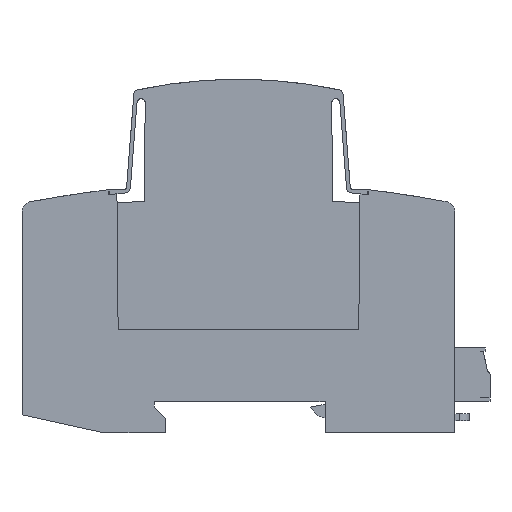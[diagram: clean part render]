
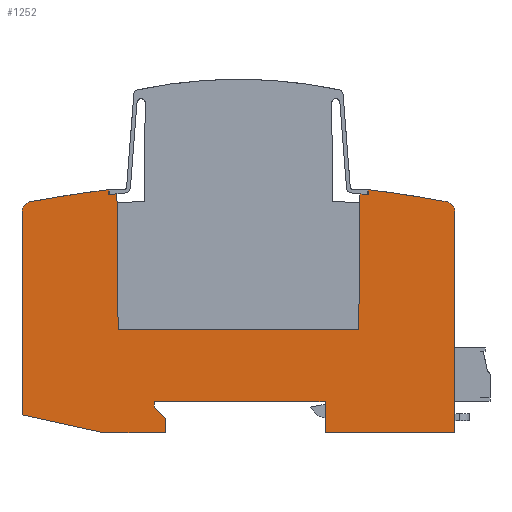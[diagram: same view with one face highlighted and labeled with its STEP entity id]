
A CAD part, left-side view. The second image highlights one B-rep face of the part: STEP entity #1252.
In plain terms, the highlighted planar face has unit normal (-1, 0, 0).
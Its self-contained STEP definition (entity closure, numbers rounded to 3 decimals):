
#1252=ADVANCED_FACE('',(#2531),#2532,.F.);
#2531=FACE_OUTER_BOUND('',#4245,.T.);
#2532=PLANE('',#4246);
#4245=EDGE_LOOP('',(#8630,#8631,#8632,#8633,#8634,#8635,#8636,#8637,#8638,#8639,#8640,#8641,#8642,#8643,#8644,#8645,#8646,#8647,#8648,#8649,#8650,#8651,#8652,#8653,#8654));
#4246=AXIS2_PLACEMENT_3D('',#8655,#8656,#8657);
#8630=ORIENTED_EDGE('',*,*,#11350,.F.);
#8631=ORIENTED_EDGE('',*,*,#11357,.T.);
#8632=ORIENTED_EDGE('',*,*,#11344,.F.);
#8633=ORIENTED_EDGE('',*,*,#11361,.T.);
#8634=ORIENTED_EDGE('',*,*,#11365,.T.);
#8635=ORIENTED_EDGE('',*,*,#11369,.F.);
#8636=ORIENTED_EDGE('',*,*,#11373,.F.);
#8637=ORIENTED_EDGE('',*,*,#11377,.F.);
#8638=ORIENTED_EDGE('',*,*,#11381,.F.);
#8639=ORIENTED_EDGE('',*,*,#11385,.F.);
#8640=ORIENTED_EDGE('',*,*,#11389,.F.);
#8641=ORIENTED_EDGE('',*,*,#11393,.F.);
#8642=ORIENTED_EDGE('',*,*,#11397,.F.);
#8643=ORIENTED_EDGE('',*,*,#11400,.F.);
#8644=ORIENTED_EDGE('',*,*,#10200,.F.);
#8645=ORIENTED_EDGE('',*,*,#11403,.F.);
#8646=ORIENTED_EDGE('',*,*,#10543,.F.);
#8647=ORIENTED_EDGE('',*,*,#11407,.F.);
#8648=ORIENTED_EDGE('',*,*,#11411,.F.);
#8649=ORIENTED_EDGE('',*,*,#11415,.T.);
#8650=ORIENTED_EDGE('',*,*,#11419,.T.);
#8651=ORIENTED_EDGE('',*,*,#11423,.F.);
#8652=ORIENTED_EDGE('',*,*,#11427,.F.);
#8653=ORIENTED_EDGE('',*,*,#11430,.F.);
#8654=ORIENTED_EDGE('',*,*,#11433,.T.);
#8655=CARTESIAN_POINT('',(-9.0,44.676,22.202));
#8656=DIRECTION('',(1.0,0.0,0.));
#8657=DIRECTION('',(0.,0.0,-1.0));
#10200=EDGE_CURVE('',#13899,#13901,#13902,.T.);
#10543=EDGE_CURVE('',#14462,#14464,#14465,.T.);
#11344=EDGE_CURVE('',#15587,#15589,#15590,.T.);
#11350=EDGE_CURVE('',#15597,#15599,#15600,.T.);
#11357=EDGE_CURVE('',#15597,#15589,#15608,.T.);
#11361=EDGE_CURVE('',#15587,#15612,#15614,.T.);
#11365=EDGE_CURVE('',#15612,#15618,#15620,.T.);
#11369=EDGE_CURVE('',#15624,#15618,#15626,.T.);
#11373=EDGE_CURVE('',#15630,#15624,#15632,.T.);
#11377=EDGE_CURVE('',#15636,#15630,#15638,.T.);
#11381=EDGE_CURVE('',#15642,#15636,#15644,.T.);
#11385=EDGE_CURVE('',#15648,#15642,#15650,.T.);
#11389=EDGE_CURVE('',#15654,#15648,#15656,.T.);
#11393=EDGE_CURVE('',#15660,#15654,#15662,.T.);
#11397=EDGE_CURVE('',#15666,#15660,#15668,.T.);
#11400=EDGE_CURVE('',#13901,#15666,#15671,.T.);
#11403=EDGE_CURVE('',#14464,#13899,#15674,.T.);
#11407=EDGE_CURVE('',#15678,#14462,#15680,.T.);
#11411=EDGE_CURVE('',#15684,#15678,#15686,.T.);
#11415=EDGE_CURVE('',#15684,#15690,#15692,.T.);
#11419=EDGE_CURVE('',#15690,#15696,#15698,.T.);
#11423=EDGE_CURVE('',#15702,#15696,#15704,.T.);
#11427=EDGE_CURVE('',#15708,#15702,#15710,.T.);
#11430=EDGE_CURVE('',#15712,#15708,#15714,.T.);
#11433=EDGE_CURVE('',#15712,#15599,#15717,.T.);
#13899=VERTEX_POINT('',#21684);
#13901=VERTEX_POINT('',#21687);
#13902=LINE('',#21688,#21689);
#14462=VERTEX_POINT('',#22912);
#14464=VERTEX_POINT('',#22915);
#14465=LINE('',#22916,#22917);
#15587=VERTEX_POINT('',#24761);
#15589=VERTEX_POINT('',#24764);
#15590=LINE('',#24765,#24766);
#15597=VERTEX_POINT('',#24776);
#15599=VERTEX_POINT('',#24779);
#15600=LINE('',#24780,#24781);
#15608=LINE('',#24793,#24794);
#15612=VERTEX_POINT('',#24799);
#15614=LINE('',#24802,#24803);
#15618=VERTEX_POINT('',#24808);
#15620=LINE('',#24811,#24812);
#15624=VERTEX_POINT('',#24816);
#15626=CIRCLE('',#24819,230.);
#15630=VERTEX_POINT('',#24823);
#15632=CIRCLE('',#24826,2.);
#15636=VERTEX_POINT('',#24831);
#15638=LINE('',#24834,#24835);
#15642=VERTEX_POINT('',#24840);
#15644=LINE('',#24843,#24844);
#15648=VERTEX_POINT('',#24849);
#15650=LINE('',#24852,#24853);
#15654=VERTEX_POINT('',#24858);
#15656=LINE('',#24861,#24862);
#15660=VERTEX_POINT('',#24867);
#15662=LINE('',#24870,#24871);
#15666=VERTEX_POINT('',#24876);
#15668=LINE('',#24879,#24880);
#15671=LINE('',#24884,#24885);
#15674=LINE('',#24889,#24890);
#15678=VERTEX_POINT('',#24894);
#15680=CIRCLE('',#24897,2.);
#15684=VERTEX_POINT('',#24901);
#15686=CIRCLE('',#24904,230.);
#15690=VERTEX_POINT('',#24909);
#15692=LINE('',#24912,#24913);
#15696=VERTEX_POINT('',#24918);
#15698=LINE('',#24921,#24922);
#15702=VERTEX_POINT('',#24927);
#15704=LINE('',#24930,#24931);
#15708=VERTEX_POINT('',#24936);
#15710=LINE('',#24939,#24940);
#15712=VERTEX_POINT('',#24942);
#15714=LINE('',#24945,#24946);
#15717=LINE('',#24950,#24951);
#21684=CARTESIAN_POINT('',(-9.0,27.0,0.));
#21687=CARTESIAN_POINT('',(-9.0,27.0,6.5));
#21688=CARTESIAN_POINT('',(-9.0,27.0,0.));
#21689=VECTOR('',#27041,1.0);
#22912=CARTESIAN_POINT('',(-9.0,0.0,46.028));
#22915=CARTESIAN_POINT('',(-9.0,0.0,0.));
#22916=CARTESIAN_POINT('',(-9.0,0.0,46.028));
#22917=VECTOR('',#27288,1.0);
#24761=CARTESIAN_POINT('',(-9.0,72.0,49.5));
#24764=CARTESIAN_POINT('',(-9.0,70.26,49.676));
#24765=CARTESIAN_POINT('',(-9.0,72.0,49.5));
#24766=VECTOR('',#28067,1.0);
#24776=CARTESIAN_POINT('',(-9.0,70.26,49.26));
#24779=CARTESIAN_POINT('',(-9.0,70.018,21.5));
#24780=CARTESIAN_POINT('',(-9.0,70.26,49.26));
#24781=VECTOR('',#28072,1.0);
#24793=CARTESIAN_POINT('',(-9.0,70.26,49.26));
#24794=VECTOR('',#28077,1.0);
#24799=CARTESIAN_POINT('',(-9.0,72.0,50.5));
#24802=CARTESIAN_POINT('',(-9.0,72.0,49.5));
#24803=VECTOR('',#28080,1.0);
#24808=CARTESIAN_POINT('',(-9.0,72.25,50.5));
#24811=CARTESIAN_POINT('',(-9.0,72.0,50.5));
#24812=VECTOR('',#28083,1.0);
#24816=CARTESIAN_POINT('',(-9.0,88.377,47.993));
#24819=AXIS2_PLACEMENT_3D('',#28088,#28089,#28090);
#24823=CARTESIAN_POINT('',(-9.0,90.0,46.028));
#24826=AXIS2_PLACEMENT_3D('',#28095,#28096,#28097);
#24831=CARTESIAN_POINT('',(-9.0,90.0,3.719));
#24834=CARTESIAN_POINT('',(-9.0,90.0,3.719));
#24835=VECTOR('',#28100,1.0);
#24840=CARTESIAN_POINT('',(-9.0,73.0,0.));
#24843=CARTESIAN_POINT('',(-9.0,73.0,0.));
#24844=VECTOR('',#28103,1.0);
#24849=CARTESIAN_POINT('',(-9.0,60.2,0.));
#24852=CARTESIAN_POINT('',(-9.0,60.2,0.));
#24853=VECTOR('',#28106,1.0);
#24858=CARTESIAN_POINT('',(-9.0,60.2,3.));
#24861=CARTESIAN_POINT('',(-9.0,60.2,3.));
#24862=VECTOR('',#28109,1.0);
#24867=CARTESIAN_POINT('',(-9.0,62.5,5.3));
#24870=CARTESIAN_POINT('',(-9.0,62.5,5.3));
#24871=VECTOR('',#28112,1.0);
#24876=CARTESIAN_POINT('',(-9.0,62.5,6.5));
#24879=CARTESIAN_POINT('',(-9.0,62.5,6.5));
#24880=VECTOR('',#28115,1.0);
#24884=CARTESIAN_POINT('',(-9.0,27.0,6.5));
#24885=VECTOR('',#28117,1.0);
#24889=CARTESIAN_POINT('',(-9.0,0.0,0.));
#24890=VECTOR('',#28119,1.0);
#24894=CARTESIAN_POINT('',(-9.0,1.623,47.993));
#24897=AXIS2_PLACEMENT_3D('',#28124,#28125,#28126);
#24901=CARTESIAN_POINT('',(-9.0,17.75,50.5));
#24904=AXIS2_PLACEMENT_3D('',#28131,#28132,#28133);
#24909=CARTESIAN_POINT('',(-9.0,18.0,50.5));
#24912=CARTESIAN_POINT('',(-9.0,17.75,50.5));
#24913=VECTOR('',#28136,1.0);
#24918=CARTESIAN_POINT('',(-9.0,18.0,49.5));
#24921=CARTESIAN_POINT('',(-9.0,18.0,50.5));
#24922=VECTOR('',#28139,1.0);
#24927=CARTESIAN_POINT('',(-9.0,19.74,49.67));
#24930=CARTESIAN_POINT('',(-9.0,19.74,49.67));
#24931=VECTOR('',#28142,1.0);
#24936=CARTESIAN_POINT('',(-9.0,19.74,49.26));
#24939=CARTESIAN_POINT('',(-9.0,19.74,49.26));
#24940=VECTOR('',#28145,1.0);
#24942=CARTESIAN_POINT('',(-9.0,19.982,21.5));
#24945=CARTESIAN_POINT('',(-9.0,19.982,21.5));
#24946=VECTOR('',#28147,1.0);
#24950=CARTESIAN_POINT('',(-9.0,19.982,21.5));
#24951=VECTOR('',#28149,1.0);
#27041=DIRECTION('',(0.,0.0,1.0));
#27288=DIRECTION('',(0.,0.0,-1.0));
#28067=DIRECTION('',(0.,-0.995,0.101));
#28072=DIRECTION('',(0.,-0.009,-1.));
#28077=DIRECTION('',(0.,0.0,1.0));
#28080=DIRECTION('',(0.,0.0,1.0));
#28083=DIRECTION('',(0.0,1.0,0.0));
#28088=CARTESIAN_POINT('',(-9.,45.,-177.88));
#28089=DIRECTION('',(1.0,0.0,0.));
#28090=DIRECTION('',(0.,0.0,-1.0));
#28095=CARTESIAN_POINT('',(-9.0,88.,46.028));
#28096=DIRECTION('',(1.0,0.0,0.));
#28097=DIRECTION('',(0.,0.0,-1.0));
#28100=DIRECTION('',(0.,0.0,1.0));
#28103=DIRECTION('',(0.,0.977,0.214));
#28106=DIRECTION('',(0.0,1.0,0.0));
#28109=DIRECTION('',(0.,0.0,-1.0));
#28112=DIRECTION('',(0.,-0.707,-0.707));
#28115=DIRECTION('',(0.,0.0,-1.0));
#28117=DIRECTION('',(0.0,1.0,0.0));
#28119=DIRECTION('',(0.0,1.0,0.0));
#28124=CARTESIAN_POINT('',(-9.0,2.,46.028));
#28125=DIRECTION('',(1.0,0.0,0.));
#28126=DIRECTION('',(0.,0.0,-1.0));
#28131=CARTESIAN_POINT('',(-9.,45.,-177.88));
#28132=DIRECTION('',(1.0,0.0,0.));
#28133=DIRECTION('',(0.,0.0,-1.0));
#28136=DIRECTION('',(0.0,1.0,0.0));
#28139=DIRECTION('',(0.,0.0,-1.0));
#28142=DIRECTION('',(0.,-0.995,-0.097));
#28145=DIRECTION('',(0.,0.0,1.0));
#28147=DIRECTION('',(0.,-0.009,1.));
#28149=DIRECTION('',(0.0,1.0,0.0));
